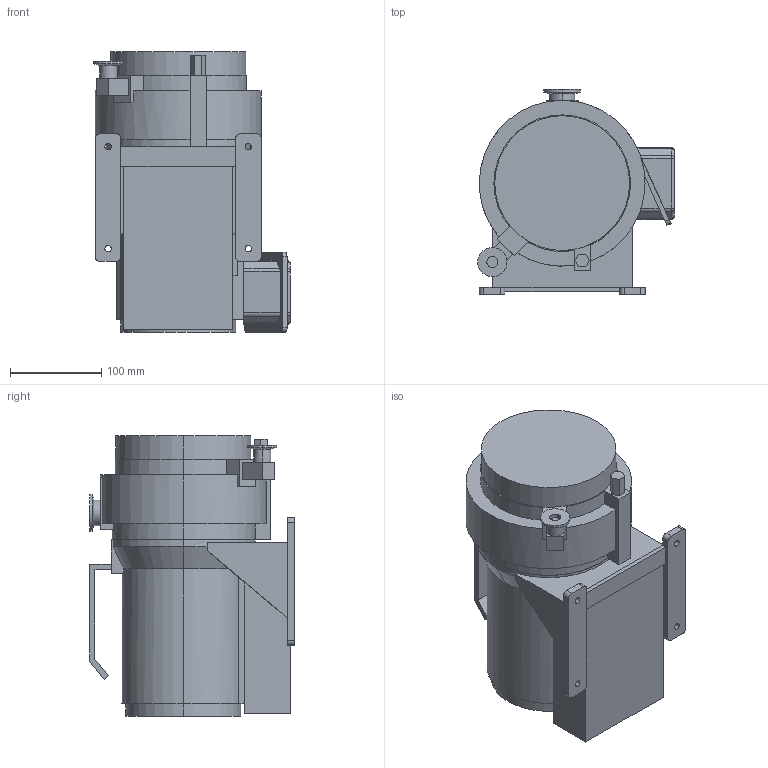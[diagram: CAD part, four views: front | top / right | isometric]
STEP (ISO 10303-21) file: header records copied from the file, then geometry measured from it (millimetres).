
FILE_DESCRIPTION (( 'STEP AP214' ), '1' );
FILE_NAME ('ISP-90.STEP', '2009-10-02T08:44:08', ( '' ), ( '' ), 'SwSTEP 2.0', 'SolidWorks 2007', '' );
FILE_SCHEMA (( 'AUTOMOTIVE_DESIGN' ));
Length unit declared in the file: millimetre
Products named in the file (4): ISP-90; ISP梡抂巕BOX_棉太倌; ISP-90杮懱_棉太倌; ISP-90荌餛蹬怮椔
Assembly tree (3 placements, depth 2):
  ISP-90
    ISP梡抂巕BOX_棉太倌
    ISP-90杮懱_棉太倌
    ISP-90荌餛蹬怮椔
Bounding box: 215.69 x 225 x 308.4 mm (x, y, z)
Volume: 7160775.3 mm3; surface area: 368746.5 mm2
Topology: 3 solids, 3 shells, 210 faces, 547 edges, 354 vertices
Faces by surface type: plane 119, cylinder 76, torus 8, cone 7
Entity records: 6556 total; most frequent: CARTESIAN_POINT 1189, DIRECTION 1115, ORIENTED_EDGE 1094, EDGE_CURVE 547, AXIS2_PLACEMENT_3D 376, VECTOR 363, LINE 363, VERTEX_POINT 354
